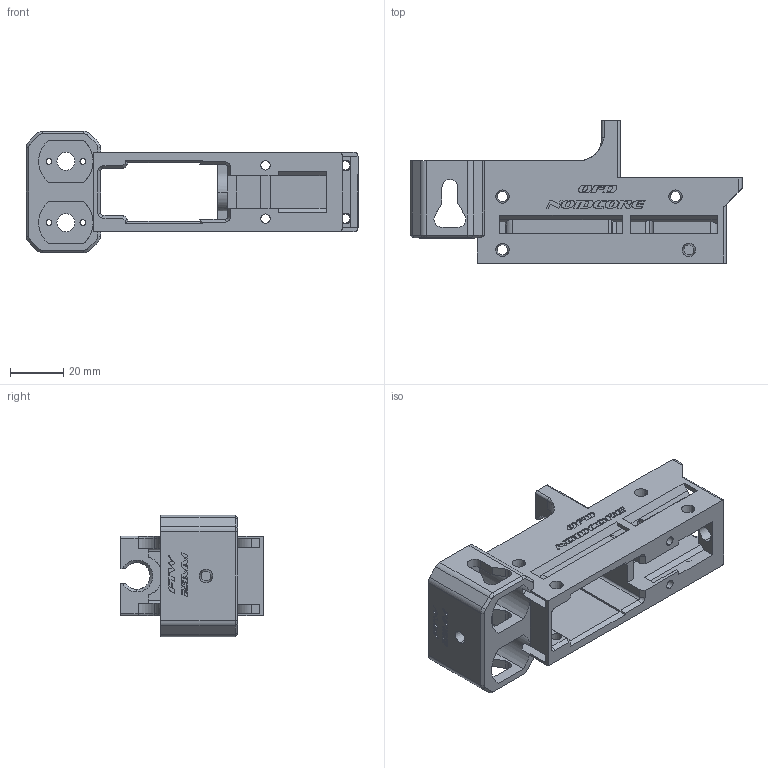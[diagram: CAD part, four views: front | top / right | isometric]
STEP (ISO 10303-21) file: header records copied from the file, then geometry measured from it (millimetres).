
FILE_DESCRIPTION (( 'STEP AP214' ), '1' );
FILE_NAME ('OFD_NOIDCORE_STRAIGHT_FTW_23MM_V1.STEP', '2023-03-21T18:20:35', ( '' ), ( '' ), 'SwSTEP 2.0', 'SolidWorks 2020', '' );
FILE_SCHEMA (( 'AUTOMOTIVE_DESIGN' ));
Length unit declared in the file: millimetre
Products named in the file (1): OFD_NOIDCORE_STRAIGHT_FTW_23MM_V1
Bounding box: 124.75 x 53.5 x 45.7 mm (x, y, z)
Volume: 55401.8 mm3; surface area: 33321.6 mm2
Topology: 1 solids, 1 shells, 895 faces, 2530 edges, 1658 vertices
Faces by surface type: plane 460, bspline 279, cylinder 91, cone 61, torus 4
Entity records: 37474 total; most frequent: CARTESIAN_POINT 15741, ORIENTED_EDGE 5060, DIRECTION 3395, EDGE_CURVE 2530, VERTEX_POINT 1658, VECTOR 1629, LINE 1629, EDGE_LOOP 978
